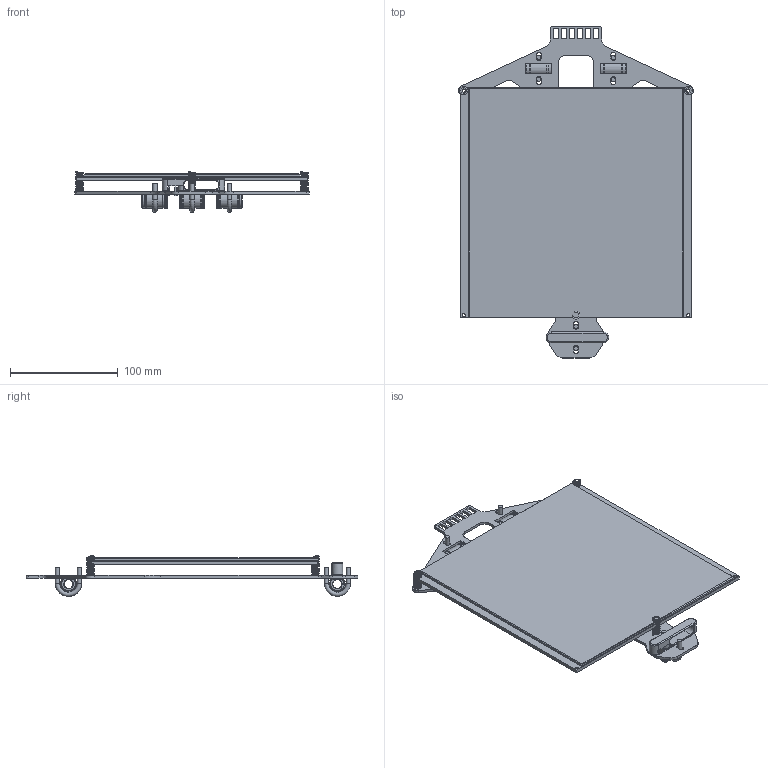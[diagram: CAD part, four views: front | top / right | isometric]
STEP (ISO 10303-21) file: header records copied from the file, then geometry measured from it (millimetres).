
FILE_DESCRIPTION(/* description */ ('Unknown'),/* implementation_level */ '2;1');
FILE_NAME(/* name */ 'Assem_mesa+vidro',/* time_stamp */ '2016-10-18T10:14:43+01:00',/* author */ ('Unknown'),/* organization */ ('Unknown'),/* preprocessor_version */ 'ST-DEVELOPER v16.7',/* originating_system */ 'DEX',/* authorisation */ $);
FILE_SCHEMA (('AUTOMOTIVE_DESIGN {1 0 10303 214 3 1 1}'));
Length unit declared in the file: millimetre
Products named in the file (8): Assem_mesa; endstop_lever_V2.1_03102016_0; Mola mesa_0; MK3_heated_bed_0; GrampoU_0; LU8MM_0; Base_mesa_0; Vidro_Temperado
Assembly tree (13 placements, depth 2):
  Assem_mesa
    endstop_lever_V2.1_03102016_0
    Mola mesa_0  x3
    MK3_heated_bed_0
    GrampoU_0  x3
    LU8MM_0  x3
    Base_mesa_0
    Vidro_Temperado
Bounding box: 218.49 x 308.8 x 38.02 mm (x, y, z)
Volume: 325198.2 mm3; surface area: 239409.3 mm2
Topology: 322 solids, 322 shells, 729 faces, 1937 edges, 1271 vertices
Faces by surface type: sphere 306, plane 213, cylinder 162, bspline 30, torus 18
Full cylindrical faces by diameter (mm): 1.5 x12, 3 x6, 4 x9, 8.4 x3, 9 x6, 11 x3, 11.6 x3, 12.4 x6, 13 x12, 13.6 x9, 14.2 x3, 14.3 x6, 15 x9
Entity records: 14635 total; most frequent: CARTESIAN_POINT 5619, DIRECTION 1662, ORIENTED_EDGE 1372, EDGE_CURVE 686, AXIS2_PLACEMENT_3D 604, VERTEX_POINT 573, FACE_BOUND 525, LINE 454
